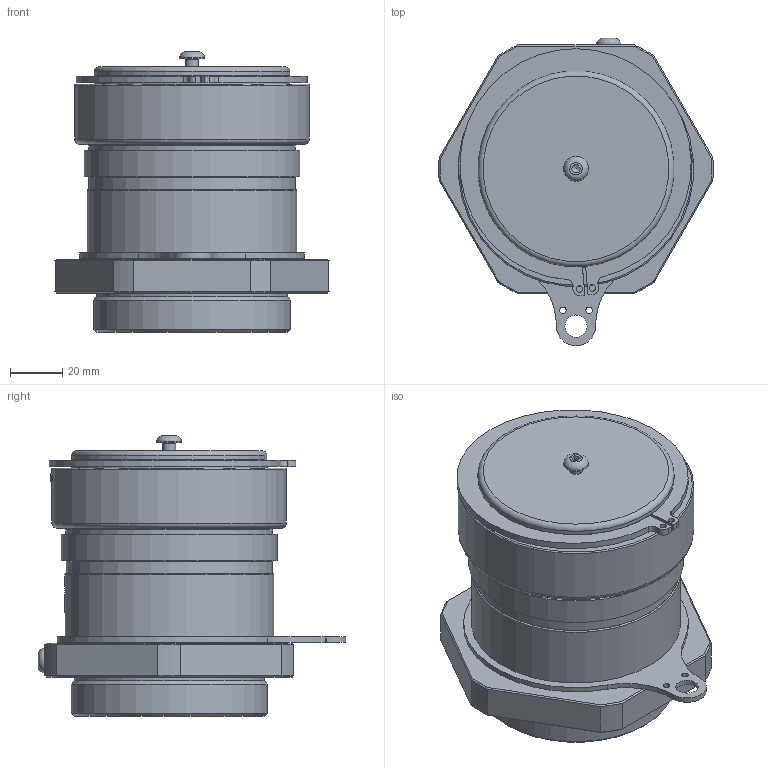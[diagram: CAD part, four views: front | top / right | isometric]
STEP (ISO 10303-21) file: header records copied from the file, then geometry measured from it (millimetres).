
FILE_DESCRIPTION(/* description */ (''),/* implementation_level */ '2;1');
FILE_NAME(/* name */ 'ControlEx Exd-63-S-BR.stp',/* time_stamp */ '2022-11-18T14:31:50+00:00',/* author */ ('areid2'),/* organization */ (''),/* preprocessor_version */ 'ST-DEVELOPER v18.1',/* originating_system */ 'Autodesk Inventor 2020',/* authorisation */ '');
FILE_SCHEMA (('AUTOMOTIVE_DESIGN { 1 0 10303 214 3 1 1 }'));
Length unit declared in the file: millimetre
Products named in the file (1): Part17
Bounding box: 104.96 x 117.55 x 107.23 mm (x, y, z)
Volume: 569663.5 mm3; surface area: 58666.9 mm2
Topology: 1 solids, 1 shells, 151 faces, 399 edges, 269 vertices
Faces by surface type: plane 74, cylinder 48, cone 20, torus 7, bspline 2
Full cylindrical faces by diameter (mm): 2.489 x2, 2.5 x2, 4 x1, 5 x2, 8.5 x1, 9.5 x2, 72 x1, 72.65 x1, 75 x3, 75.5 x1, 78 x1, 78.07 x1, 78.8 x1, 79 x1, 80 x1, 82.5 x1, 90 x1
Entity records: 5116 total; most frequent: CARTESIAN_POINT 1049, DIRECTION 839, ORIENTED_EDGE 794, EDGE_CURVE 397, AXIS2_PLACEMENT_3D 344, VERTEX_POINT 269, CIRCLE 188, EDGE_LOOP 184
